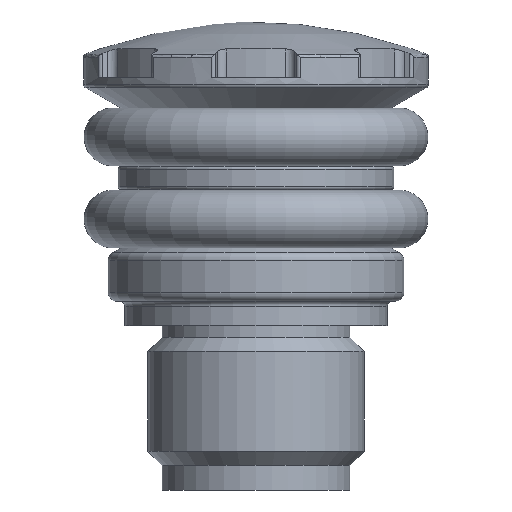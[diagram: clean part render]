
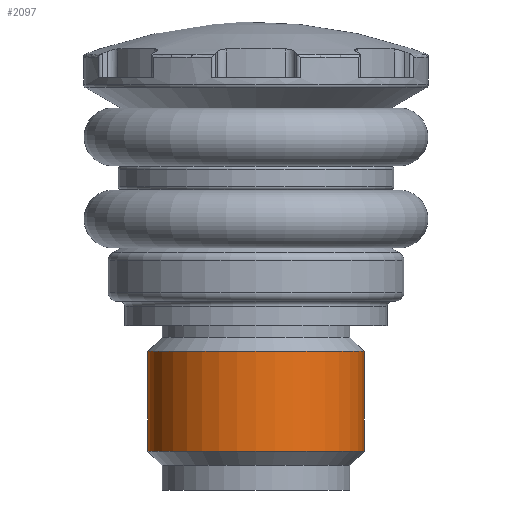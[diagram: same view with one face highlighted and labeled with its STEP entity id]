
A CAD part, front view. The second image highlights one B-rep face of the part: STEP entity #2097.
In plain terms, the highlighted cylindrical face has radius 6.579 mm (diameter 13.157 mm), a full revolution.
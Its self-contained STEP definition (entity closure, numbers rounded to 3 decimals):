
#197=CYLINDRICAL_SURFACE('',#2255,6.579);
#297=CIRCLE('',#2254,6.579);
#298=CIRCLE('',#2256,6.579);
#490=ORIENTED_EDGE('',*,*,#887,.F.);
#491=ORIENTED_EDGE('',*,*,#886,.T.);
#886=EDGE_CURVE('',#1088,#1088,#297,.T.);
#887=EDGE_CURVE('',#1089,#1089,#298,.T.);
#1088=VERTEX_POINT('',#3196);
#1089=VERTEX_POINT('',#3199);
#1227=EDGE_LOOP('',(#490));
#1228=EDGE_LOOP('',(#491));
#1345=FACE_BOUND('',#1227,.T.);
#1346=FACE_BOUND('',#1228,.T.);
#2097=ADVANCED_FACE('',(#1345,#1346),#197,.T.);
#2254=AXIS2_PLACEMENT_3D('',#3195,#2553,#2554);
#2255=AXIS2_PLACEMENT_3D('',#3197,#2555,#2556);
#2256=AXIS2_PLACEMENT_3D('',#3198,#2557,#2558);
#2553=DIRECTION('',(0.,0.,-1.));
#2554=DIRECTION('',(-1.,0.,0.));
#2555=DIRECTION('',(0.,0.,-1.));
#2556=DIRECTION('',(-1.,0.,0.));
#2557=DIRECTION('',(0.,0.,-1.));
#2558=DIRECTION('',(-1.,0.,0.));
#3195=CARTESIAN_POINT('',(0.,0.,8.444));
#3196=CARTESIAN_POINT('',(-6.579,0.,8.444));
#3197=CARTESIAN_POINT('',(0.,0.,0.));
#3198=CARTESIAN_POINT('',(0.,0.,2.356));
#3199=CARTESIAN_POINT('',(-6.579,0.,2.356));
